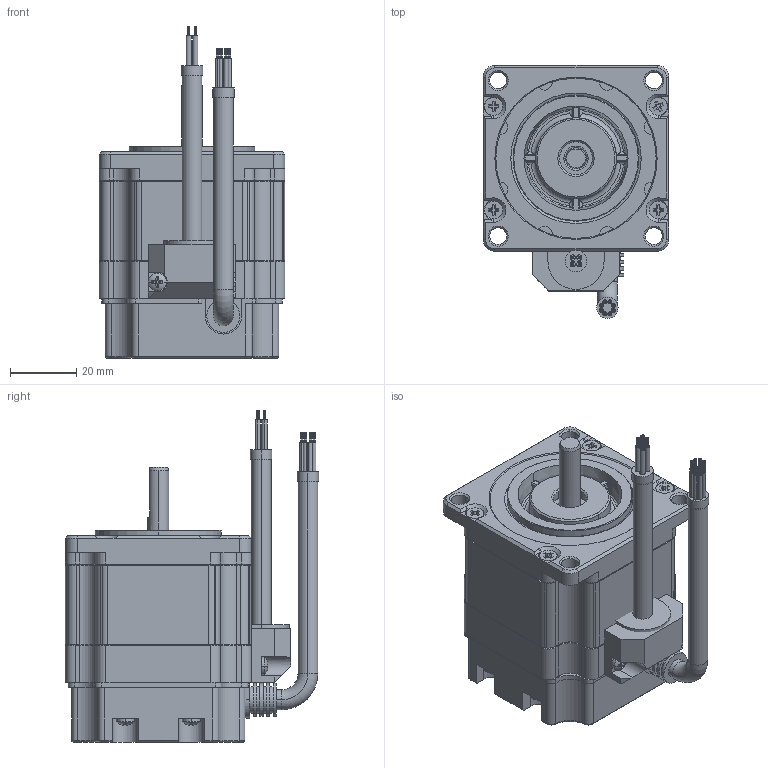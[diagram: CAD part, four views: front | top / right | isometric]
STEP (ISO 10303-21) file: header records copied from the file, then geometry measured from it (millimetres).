
FILE_DESCRIPTION((''),'2;1');
FILE_NAME('4611110011241_ASM','2023-02-09T11:00:39',('ms26442'),(''),'CREO PARAMETRIC BY PTC INC, 2018100','CREO PARAMETRIC BY PTC INC, 2018100','');
FILE_SCHEMA(('CONFIG_CONTROL_DESIGN'));
Products named in the file (27): 4613102100013; 3698153000285; 3698153000144; 4613104002242_ASM; 4713101000728; 4713120000558_ASM; 4613103004139_ASM; 4219121302125; 4613106100326_AF0; 4332101101858_AF0; 4693220000369_AF0; 4613106100326_AF1; 4613107105287_ASM; 4333201500270; 4333201500254; 4331101000005; 4613108002313_ASM; 4219121302100; 4294440200013_AF0; 4294404000573; 4611150011241_ASM; DAHAOHOUZHAO; WANQUXIANSHU; YAXIANBAN; DIANJIXIANSHU; 4294404000480; 4611110011241_ASM
Assembly tree (35 placements, depth 5):
  4611110011241_ASM
    4611150011241_ASM
      4613103004139_ASM
        4613104002242_ASM
          4613102100013
          3698153000285
          3698153000144
        4713120000558_ASM
          4713101000728
      4219121302125
      4613108002313_ASM
        4613107105287_ASM
          4613106100326_AF0
          4332101101858_AF0
          4693220000369_AF0
          4613106100326_AF1
        4333201500270
        4333201500254
        4331101000005  x2
      4219121302100
      4294440200013_AF0
      4294404000573  x4
    DAHAOHOUZHAO
    WANQUXIANSHU
    YAXIANBAN
    DIANJIXIANSHU
    4294404000480  x6
Bounding box: 56.26 x 76.68 x 100.5 mm (x, y, z)
Volume: 101030.6 mm3; surface area: 101880.7 mm2
Topology: 47 solids, 61 shells, 3432 faces, 9238 edges, 6053 vertices
Faces by surface type: cylinder 1688, plane 1520, cone 127, torus 57, sphere 36, bspline 4
Entity records: 101214 total; most frequent: CARTESIAN_POINT 18826, DIRECTION 17944, ORIENTED_EDGE 16924, EDGE_CURVE 8474, AXIS2_PLACEMENT_3D 6496, VERTEX_POINT 5581, VECTOR 4952, LINE 4952
